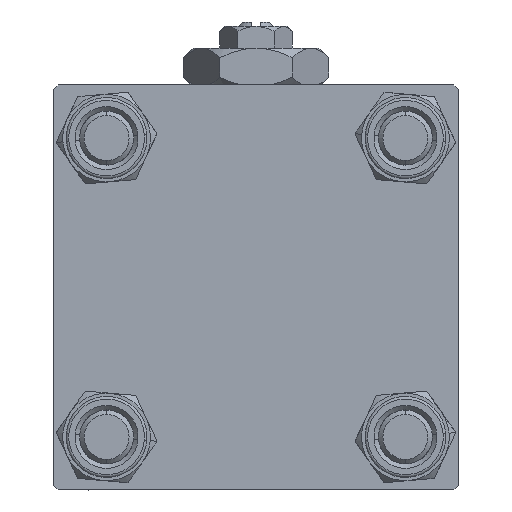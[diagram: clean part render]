
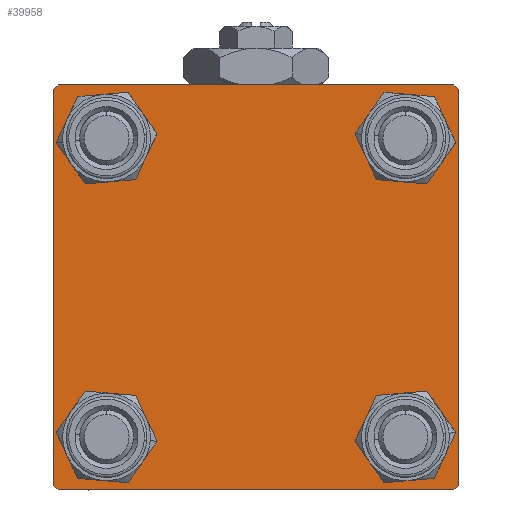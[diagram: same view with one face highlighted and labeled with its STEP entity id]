
A CAD part, left-side view. The second image highlights one B-rep face of the part: STEP entity #39958.
In plain terms, the highlighted planar face has unit normal (-1, 0, 0).
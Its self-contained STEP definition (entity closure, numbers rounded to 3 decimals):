
#1155 = CARTESIAN_POINT ( 'NONE',  ( 0., -16.6, -16.6 ) ) ;
#1553 = ORIENTED_EDGE ( 'NONE', *, *, #38539, .F. ) ;
#1607 = LINE ( 'NONE', #56347, #15191 ) ;
#1972 = CARTESIAN_POINT ( 'NONE',  ( 0., -16.6, 20.1 ) ) ;
#2015 = DIRECTION ( 'NONE',  ( 0., 0., 1. ) ) ;
#3361 = FACE_BOUND ( 'NONE', #44985, .T. ) ;
#3504 = EDGE_CURVE ( 'NONE', #15537, #12622, #11388, .T. ) ;
#4229 = AXIS2_PLACEMENT_3D ( 'NONE', #40418, #26759, #34965 ) ;
#4725 = DIRECTION ( 'NONE',  ( 1., 0., 0. ) ) ;
#4795 = CIRCLE ( 'NONE', #42657, 3.5 ) ;
#6280 = DIRECTION ( 'NONE',  ( 1., 0., 0. ) ) ;
#6761 = EDGE_CURVE ( 'NONE', #56154, #41506, #13647, .T. ) ;
#7085 = CIRCLE ( 'NONE', #17802, 3.5 ) ;
#8789 = DIRECTION ( 'NONE',  ( 1., 0., 0. ) ) ;
#9639 = VERTEX_POINT ( 'NONE', #31169 ) ;
#10393 = VERTEX_POINT ( 'NONE', #24596 ) ;
#11331 = DIRECTION ( 'NONE',  ( 1., 0., 0. ) ) ;
#11388 = CIRCLE ( 'NONE', #19165, 3.5 ) ;
#12496 = DIRECTION ( 'NONE',  ( 0., 0., -1. ) ) ;
#12535 = ORIENTED_EDGE ( 'NONE', *, *, #38443, .T. ) ;
#12622 = VERTEX_POINT ( 'NONE', #1972 ) ;
#12720 = ORIENTED_EDGE ( 'NONE', *, *, #6761, .T. ) ;
#12870 = CARTESIAN_POINT ( 'NONE',  ( 0., -22.25, -22.25 ) ) ;
#13080 = FACE_OUTER_BOUND ( 'NONE', #50173, .T. ) ;
#13350 = DIRECTION ( 'NONE',  ( 0., 0., -1. ) ) ;
#13647 = LINE ( 'NONE', #46153, #39615 ) ;
#13957 = DIRECTION ( 'NONE',  ( 0., 0., 1. ) ) ;
#15191 = VECTOR ( 'NONE', #42344, 1000. ) ;
#15537 = VERTEX_POINT ( 'NONE', #45609 ) ;
#15584 = CARTESIAN_POINT ( 'NONE',  ( 0., -22.25, 22.25 ) ) ;
#15845 = VECTOR ( 'NONE', #52499, 1000. ) ;
#16597 = AXIS2_PLACEMENT_3D ( 'NONE', #37226, #4725, #60046 ) ;
#16756 = LINE ( 'NONE', #35587, #51624 ) ;
#16788 = CARTESIAN_POINT ( 'NONE',  ( 0., 22.5, -22.5 ) ) ;
#17553 = EDGE_LOOP ( 'NONE', ( #55683, #40889 ) ) ;
#17622 = CARTESIAN_POINT ( 'NONE',  ( 0., 22., -22.5 ) ) ;
#17802 = AXIS2_PLACEMENT_3D ( 'NONE', #19105, #27934, #37623 ) ;
#18809 = DIRECTION ( 'NONE',  ( 0., 0.707, -0.707 ) ) ;
#19105 = CARTESIAN_POINT ( 'NONE',  ( 0., 16.6, -16.6 ) ) ;
#19165 = AXIS2_PLACEMENT_3D ( 'NONE', #34419, #11331, #25309 ) ;
#20319 = DIRECTION ( 'NONE',  ( 1., 0., 0. ) ) ;
#22130 = VERTEX_POINT ( 'NONE', #25986 ) ;
#22691 = CARTESIAN_POINT ( 'NONE',  ( 0., -22., -22.5 ) ) ;
#22965 = VECTOR ( 'NONE', #34125, 1000. ) ;
#23624 = CIRCLE ( 'NONE', #51769, 3.5 ) ;
#24449 = CARTESIAN_POINT ( 'NONE',  ( 0., 16.6, -13.1 ) ) ;
#24571 = AXIS2_PLACEMENT_3D ( 'NONE', #26354, #30911, #49442 ) ;
#24596 = CARTESIAN_POINT ( 'NONE',  ( 0., -16.6, -20.1 ) ) ;
#24848 = CARTESIAN_POINT ( 'NONE',  ( 0., 22.5, 22.5 ) ) ;
#24949 = VERTEX_POINT ( 'NONE', #58066 ) ;
#25309 = DIRECTION ( 'NONE',  ( 0., 0., 1. ) ) ;
#25986 = CARTESIAN_POINT ( 'NONE',  ( 0., -22.5, -22. ) ) ;
#26354 = CARTESIAN_POINT ( 'NONE',  ( 0., -16.6, 16.6 ) ) ;
#26465 = PLANE ( 'NONE',  #4229 ) ;
#26759 = DIRECTION ( 'NONE',  ( -1., 0., 0. ) ) ;
#26819 = VECTOR ( 'NONE', #49927, 1000. ) ;
#27073 = VERTEX_POINT ( 'NONE', #24449 ) ;
#27351 = EDGE_CURVE ( 'NONE', #41506, #9639, #16756, .T. ) ;
#27491 = CIRCLE ( 'NONE', #24571, 3.5 ) ;
#27776 = EDGE_CURVE ( 'NONE', #24949, #10393, #4795, .T. ) ;
#27896 = CARTESIAN_POINT ( 'NONE',  ( 0., 16.6, 20.1 ) ) ;
#27934 = DIRECTION ( 'NONE',  ( 1., 0., 0. ) ) ;
#27944 = LINE ( 'NONE', #36729, #36026 ) ;
#28292 = CARTESIAN_POINT ( 'NONE',  ( 0., 16.6, 13.1 ) ) ;
#29743 = ORIENTED_EDGE ( 'NONE', *, *, #52988, .T. ) ;
#30419 = CARTESIAN_POINT ( 'NONE',  ( 0., -22.5, 22. ) ) ;
#30911 = DIRECTION ( 'NONE',  ( 1., 0., 0. ) ) ;
#31169 = CARTESIAN_POINT ( 'NONE',  ( 0., 22.5, -22. ) ) ;
#31233 = VERTEX_POINT ( 'NONE', #27896 ) ;
#31768 = CARTESIAN_POINT ( 'NONE',  ( 0., 16.6, 16.6 ) ) ;
#32252 = EDGE_LOOP ( 'NONE', ( #46795, #46433 ) ) ;
#32328 = EDGE_CURVE ( 'NONE', #27073, #48690, #48601, .T. ) ;
#33106 = ORIENTED_EDGE ( 'NONE', *, *, #51592, .T. ) ;
#33763 = EDGE_CURVE ( 'NONE', #46239, #34366, #52948, .T. ) ;
#33874 = EDGE_CURVE ( 'NONE', #31233, #48964, #48648, .T. ) ;
#33909 = EDGE_CURVE ( 'NONE', #35886, #22130, #27944, .T. ) ;
#34125 = DIRECTION ( 'NONE',  ( 0., 0.707, 0.707 ) ) ;
#34366 = VERTEX_POINT ( 'NONE', #22691 ) ;
#34416 = ORIENTED_EDGE ( 'NONE', *, *, #32328, .T. ) ;
#34419 = CARTESIAN_POINT ( 'NONE',  ( 0., -16.6, 16.6 ) ) ;
#34529 = CARTESIAN_POINT ( 'NONE',  ( 0., -22., 22.5 ) ) ;
#34965 = DIRECTION ( 'NONE',  ( 0., 0., 1. ) ) ;
#35587 = CARTESIAN_POINT ( 'NONE',  ( 0., 22.5, 22.5 ) ) ;
#35886 = VERTEX_POINT ( 'NONE', #30419 ) ;
#36026 = VECTOR ( 'NONE', #13350, 1000. ) ;
#36164 = FACE_BOUND ( 'NONE', #38962, .T. ) ;
#36729 = CARTESIAN_POINT ( 'NONE',  ( 0., -22.5, 22.5 ) ) ;
#37226 = CARTESIAN_POINT ( 'NONE',  ( 0., 16.6, -16.6 ) ) ;
#37623 = DIRECTION ( 'NONE',  ( 0., 0., 1. ) ) ;
#37811 = CARTESIAN_POINT ( 'NONE',  ( 0., 22., 22.5 ) ) ;
#38216 = DIRECTION ( 'NONE',  ( 1., 0., 0. ) ) ;
#38443 = EDGE_CURVE ( 'NONE', #48690, #27073, #7085, .T. ) ;
#38515 = EDGE_CURVE ( 'NONE', #10393, #24949, #23624, .T. ) ;
#38539 = EDGE_CURVE ( 'NONE', #56154, #57399, #52205, .T. ) ;
#38665 = EDGE_CURVE ( 'NONE', #12622, #15537, #27491, .T. ) ;
#38962 = EDGE_LOOP ( 'NONE', ( #34416, #12535 ) ) ;
#39140 = DIRECTION ( 'NONE',  ( 0., 0., 1. ) ) ;
#39615 = VECTOR ( 'NONE', #18809, 1000. ) ;
#39806 = ORIENTED_EDGE ( 'NONE', *, *, #33909, .F. ) ;
#39958 = ADVANCED_FACE ( 'NONE', ( #54712, #3361, #36164, #49843, #13080 ), #26465, .T. ) ;
#40093 = CARTESIAN_POINT ( 'NONE',  ( 0., 16.6, 16.6 ) ) ;
#40418 = CARTESIAN_POINT ( 'NONE',  ( 0., 0., 0. ) ) ;
#40889 = ORIENTED_EDGE ( 'NONE', *, *, #3504, .T. ) ;
#41506 = VERTEX_POINT ( 'NONE', #52401 ) ;
#42344 = DIRECTION ( 'NONE',  ( 0., -0.707, -0.707 ) ) ;
#42657 = AXIS2_PLACEMENT_3D ( 'NONE', #48505, #6280, #2015 ) ;
#43816 = DIRECTION ( 'NONE',  ( 0., -1., 0. ) ) ;
#44985 = EDGE_LOOP ( 'NONE', ( #55057, #45829 ) ) ;
#45609 = CARTESIAN_POINT ( 'NONE',  ( 0., -16.6, 13.1 ) ) ;
#45829 = ORIENTED_EDGE ( 'NONE', *, *, #38515, .T. ) ;
#46153 = CARTESIAN_POINT ( 'NONE',  ( 0., 22.25, 22.25 ) ) ;
#46239 = VERTEX_POINT ( 'NONE', #17622 ) ;
#46433 = ORIENTED_EDGE ( 'NONE', *, *, #56041, .T. ) ;
#46795 = ORIENTED_EDGE ( 'NONE', *, *, #33874, .T. ) ;
#47664 = ORIENTED_EDGE ( 'NONE', *, *, #27351, .T. ) ;
#48321 = AXIS2_PLACEMENT_3D ( 'NONE', #31768, #20319, #39140 ) ;
#48505 = CARTESIAN_POINT ( 'NONE',  ( 0., -16.6, -16.6 ) ) ;
#48601 = CIRCLE ( 'NONE', #16597, 3.5 ) ;
#48648 = CIRCLE ( 'NONE', #54469, 3.5 ) ;
#48690 = VERTEX_POINT ( 'NONE', #53234 ) ;
#48964 = VERTEX_POINT ( 'NONE', #28292 ) ;
#49442 = DIRECTION ( 'NONE',  ( 0., 0., 1. ) ) ;
#49843 = FACE_BOUND ( 'NONE', #32252, .T. ) ;
#49927 = DIRECTION ( 'NONE',  ( 0., -0.707, 0.707 ) ) ;
#50173 = EDGE_LOOP ( 'NONE', ( #47664, #53452, #55005, #33106, #39806, #29743, #1553, #12720 ) ) ;
#50274 = CIRCLE ( 'NONE', #48321, 3.5 ) ;
#51592 = EDGE_CURVE ( 'NONE', #34366, #22130, #54506, .T. ) ;
#51624 = VECTOR ( 'NONE', #12496, 1000. ) ;
#51769 = AXIS2_PLACEMENT_3D ( 'NONE', #1155, #38216, #56774 ) ;
#52205 = LINE ( 'NONE', #24848, #15845 ) ;
#52401 = CARTESIAN_POINT ( 'NONE',  ( 0., 22.5, 22. ) ) ;
#52499 = DIRECTION ( 'NONE',  ( 0., -1., 0. ) ) ;
#52942 = EDGE_CURVE ( 'NONE', #9639, #46239, #1607, .T. ) ;
#52948 = LINE ( 'NONE', #16788, #54513 ) ;
#52988 = EDGE_CURVE ( 'NONE', #35886, #57399, #57228, .T. ) ;
#53234 = CARTESIAN_POINT ( 'NONE',  ( 0., 16.6, -20.1 ) ) ;
#53452 = ORIENTED_EDGE ( 'NONE', *, *, #52942, .T. ) ;
#54469 = AXIS2_PLACEMENT_3D ( 'NONE', #40093, #8789, #13957 ) ;
#54506 = LINE ( 'NONE', #12870, #26819 ) ;
#54513 = VECTOR ( 'NONE', #43816, 1000. ) ;
#54712 = FACE_BOUND ( 'NONE', #17553, .T. ) ;
#55005 = ORIENTED_EDGE ( 'NONE', *, *, #33763, .T. ) ;
#55057 = ORIENTED_EDGE ( 'NONE', *, *, #27776, .T. ) ;
#55683 = ORIENTED_EDGE ( 'NONE', *, *, #38665, .T. ) ;
#56041 = EDGE_CURVE ( 'NONE', #48964, #31233, #50274, .T. ) ;
#56154 = VERTEX_POINT ( 'NONE', #37811 ) ;
#56347 = CARTESIAN_POINT ( 'NONE',  ( 0., 22.25, -22.25 ) ) ;
#56774 = DIRECTION ( 'NONE',  ( 0., 0., 1. ) ) ;
#57228 = LINE ( 'NONE', #15584, #22965 ) ;
#57399 = VERTEX_POINT ( 'NONE', #34529 ) ;
#58066 = CARTESIAN_POINT ( 'NONE',  ( 0., -16.6, -13.1 ) ) ;
#60046 = DIRECTION ( 'NONE',  ( 0., 0., 1. ) ) ;
